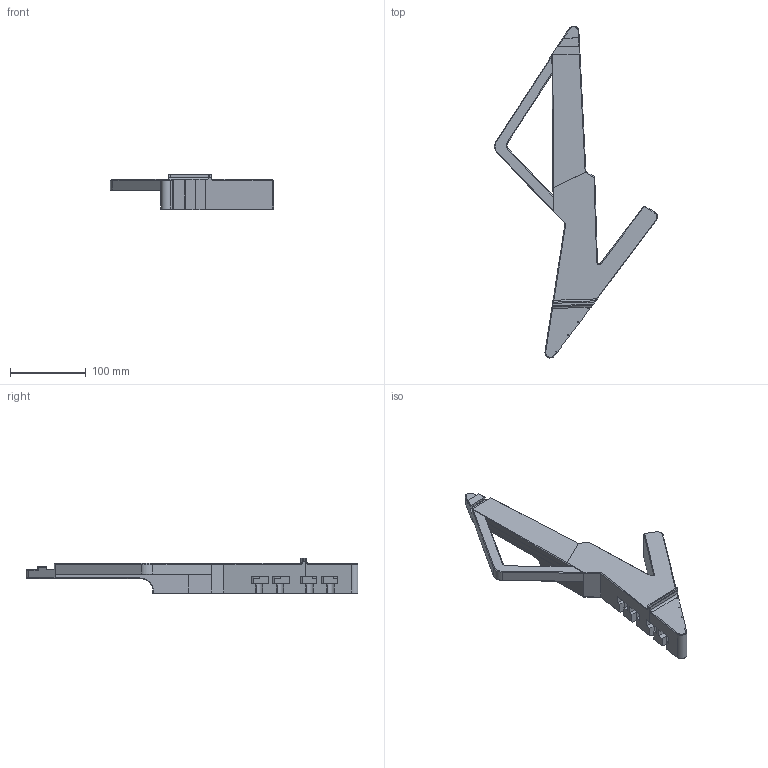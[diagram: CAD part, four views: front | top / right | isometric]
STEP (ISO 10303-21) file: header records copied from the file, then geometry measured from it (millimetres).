
FILE_DESCRIPTION(/* description */ (''),/* implementation_level */ '2;1');
FILE_NAME(/* name */ 'lightning-v2.step',/* time_stamp */ '2019-10-29T17:02:39+09:00',/* author */ (''),/* organization */ (''),/* preprocessor_version */ 'ST-DEVELOPER v18',/* originating_system */ 'Autodesk Translation Framework v8.9.1.1155',/* authorisation */ '');
FILE_SCHEMA (('AUTOMOTIVE_DESIGN { 1 0 10303 214 3 1 1 }'));
Length unit declared in the file: millimetre
Products named in the file (1): lightning-v2
Bounding box: 214.94 x 437.65 x 47 mm (x, y, z)
Volume: 749594.9 mm3; surface area: 121924.4 mm2
Topology: 3 solids, 3 shells, 227 faces, 624 edges, 402 vertices
Faces by surface type: plane 180, cylinder 25, cone 12, bspline 10
Full cylindrical faces by diameter (mm): 1.2 x4
Entity records: 7311 total; most frequent: CARTESIAN_POINT 1518, ORIENTED_EDGE 1248, DIRECTION 1097, EDGE_CURVE 624, LINE 547, VECTOR 547, VERTEX_POINT 402, AXIS2_PLACEMENT_3D 275
